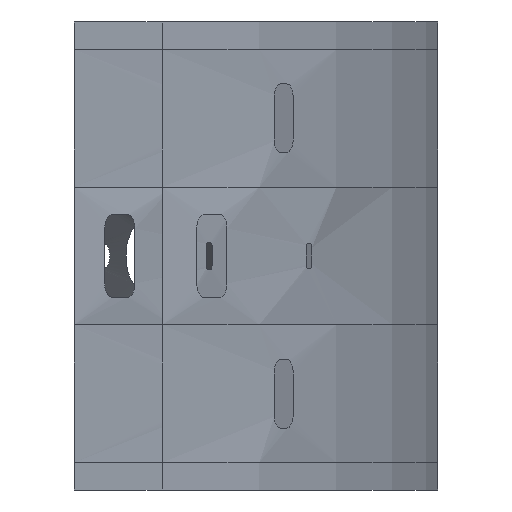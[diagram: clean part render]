
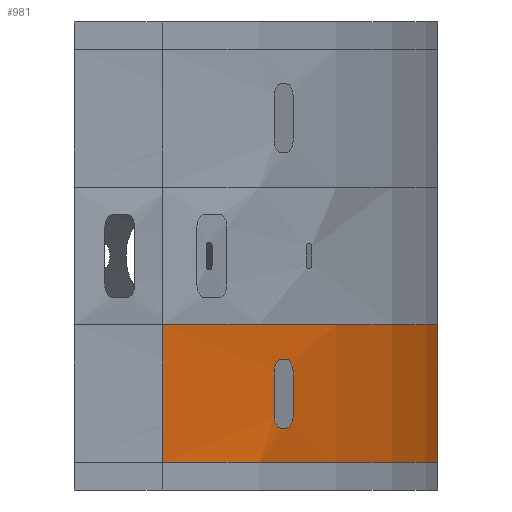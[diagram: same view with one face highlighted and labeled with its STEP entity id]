
A CAD part, front view. The second image highlights one B-rep face of the part: STEP entity #981.
In plain terms, the highlighted cylindrical face has radius 1000 mm (diameter 2000 mm), a partial arc.
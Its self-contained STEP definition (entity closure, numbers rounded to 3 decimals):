
#800=CARTESIAN_POINT('Vertex',(0.,-600.,-300.)) ;
#814=CARTESIAN_POINT('Vertex',(0.,600.,-300.)) ;
#817=CARTESIAN_POINT('Axis2P3D Location',(-800.,0.,-300.)) ;
#829=CARTESIAN_POINT('Axis2P3D Location',(-800.,0.,-250.)) ;
#834=CARTESIAN_POINT('Line Origine',(0.,600.,-250.)) ;
#838=CARTESIAN_POINT('Vertex',(0.,600.,-200.)) ;
#841=CARTESIAN_POINT('Axis2P3D Location',(-800.,0.,-200.)) ;
#845=CARTESIAN_POINT('Vertex',(0.,-600.,-200.)) ;
#848=CARTESIAN_POINT('Line Origine',(0.,-600.,-250.)) ;
#860=CARTESIAN_POINT('Control Point',(85.867,-463.939,-225.)) ;
#861=CARTESIAN_POINT('Control Point',(84.41,-466.722,-225.)) ;
#862=CARTESIAN_POINT('Control Point',(82.94,-469.502,-226.23)) ;
#863=CARTESIAN_POINT('Control Point',(81.765,-471.69,-228.714)) ;
#864=CARTESIAN_POINT('Control Point',(81.183,-472.774,-231.858)) ;
#865=CARTESIAN_POINT('Control Point',(81.183,-472.774,-235.)) ;
#866=CARTESIAN_POINT('Vertex',(85.867,-463.939,-225.)) ;
#868=CARTESIAN_POINT('Vertex',(81.183,-472.774,-235.)) ;
#872=CARTESIAN_POINT('Control Point',(90.462,-455.057,-225.)) ;
#873=CARTESIAN_POINT('Control Point',(88.946,-458.025,-225.)) ;
#874=CARTESIAN_POINT('Control Point',(87.414,-460.986,-225.)) ;
#875=CARTESIAN_POINT('Control Point',(85.867,-463.939,-225.)) ;
#876=CARTESIAN_POINT('Vertex',(90.462,-455.057,-225.)) ;
#880=CARTESIAN_POINT('Control Point',(94.969,-446.129,-235.)) ;
#881=CARTESIAN_POINT('Control Point',(94.969,-446.129,-231.858)) ;
#882=CARTESIAN_POINT('Control Point',(94.42,-447.23,-228.714)) ;
#883=CARTESIAN_POINT('Control Point',(93.312,-449.454,-226.23)) ;
#884=CARTESIAN_POINT('Control Point',(91.892,-452.259,-225.)) ;
#885=CARTESIAN_POINT('Control Point',(90.462,-455.057,-225.)) ;
#886=CARTESIAN_POINT('Vertex',(94.969,-446.129,-235.)) ;
#889=CARTESIAN_POINT('Line Origine',(94.969,-446.129,-250.)) ;
#893=CARTESIAN_POINT('Vertex',(94.969,-446.129,-265.)) ;
#897=CARTESIAN_POINT('Control Point',(90.462,-455.057,-275.)) ;
#898=CARTESIAN_POINT('Control Point',(91.892,-452.259,-275.)) ;
#899=CARTESIAN_POINT('Control Point',(93.312,-449.454,-273.77)) ;
#900=CARTESIAN_POINT('Control Point',(94.42,-447.23,-271.286)) ;
#901=CARTESIAN_POINT('Control Point',(94.969,-446.129,-268.142)) ;
#902=CARTESIAN_POINT('Control Point',(94.969,-446.129,-265.)) ;
#903=CARTESIAN_POINT('Vertex',(90.462,-455.057,-275.)) ;
#907=CARTESIAN_POINT('Control Point',(85.867,-463.939,-275.)) ;
#908=CARTESIAN_POINT('Control Point',(87.414,-460.986,-275.)) ;
#909=CARTESIAN_POINT('Control Point',(88.946,-458.025,-275.)) ;
#910=CARTESIAN_POINT('Control Point',(90.462,-455.057,-275.)) ;
#911=CARTESIAN_POINT('Vertex',(85.867,-463.939,-275.)) ;
#915=CARTESIAN_POINT('Control Point',(81.183,-472.774,-265.)) ;
#916=CARTESIAN_POINT('Control Point',(81.183,-472.774,-268.142)) ;
#917=CARTESIAN_POINT('Control Point',(81.765,-471.69,-271.286)) ;
#918=CARTESIAN_POINT('Control Point',(82.94,-469.502,-273.77)) ;
#919=CARTESIAN_POINT('Control Point',(84.41,-466.722,-275.)) ;
#920=CARTESIAN_POINT('Control Point',(85.867,-463.939,-275.)) ;
#921=CARTESIAN_POINT('Vertex',(81.183,-472.774,-265.)) ;
#924=CARTESIAN_POINT('Line Origine',(81.183,-472.774,-250.)) ;
#940=CARTESIAN_POINT('Control Point',(70.386,492.371,-250.)) ;
#941=CARTESIAN_POINT('Control Point',(70.386,492.371,-255.729)) ;
#942=CARTESIAN_POINT('Control Point',(69.712,493.561,-261.458)) ;
#943=CARTESIAN_POINT('Control Point',(68.364,495.946,-266.75)) ;
#944=CARTESIAN_POINT('Control Point',(65.465,501.004,-273.389)) ;
#945=CARTESIAN_POINT('Control Point',(61.618,507.567,-277.517)) ;
#946=CARTESIAN_POINT('Control Point',(60.25,509.883,-278.583)) ;
#947=CARTESIAN_POINT('Control Point',(55.968,517.075,-280.786)) ;
#948=CARTESIAN_POINT('Control Point',(51.389,524.585,-279.94)) ;
#949=CARTESIAN_POINT('Control Point',(48.421,529.359,-277.959)) ;
#950=CARTESIAN_POINT('Control Point',(43.722,536.809,-272.162)) ;
#951=CARTESIAN_POINT('Control Point',(40.684,541.533,-263.365)) ;
#952=CARTESIAN_POINT('Control Point',(39.754,542.967,-259.053)) ;
#953=CARTESIAN_POINT('Control Point',(39.29,543.684,-254.526)) ;
#954=CARTESIAN_POINT('Control Point',(39.29,543.684,-250.)) ;
#955=CARTESIAN_POINT('Vertex',(70.386,492.371,-250.)) ;
#957=CARTESIAN_POINT('Vertex',(39.29,543.684,-250.)) ;
#961=CARTESIAN_POINT('Control Point',(39.29,543.684,-250.)) ;
#962=CARTESIAN_POINT('Control Point',(39.29,543.684,-244.271)) ;
#963=CARTESIAN_POINT('Control Point',(40.034,542.536,-238.542)) ;
#964=CARTESIAN_POINT('Control Point',(41.524,540.237,-233.25)) ;
#965=CARTESIAN_POINT('Control Point',(44.666,535.326,-226.611)) ;
#966=CARTESIAN_POINT('Control Point',(48.703,528.879,-222.483)) ;
#967=CARTESIAN_POINT('Control Point',(50.123,526.595,-221.417)) ;
#968=CARTESIAN_POINT('Control Point',(54.517,519.47,-219.214)) ;
#969=CARTESIAN_POINT('Control Point',(59.055,511.935,-220.06)) ;
#970=CARTESIAN_POINT('Control Point',(61.913,507.095,-222.041)) ;
#971=CARTESIAN_POINT('Control Point',(66.343,499.481,-227.838)) ;
#972=CARTESIAN_POINT('Control Point',(69.124,494.602,-236.635)) ;
#973=CARTESIAN_POINT('Control Point',(69.965,493.114,-240.947)) ;
#974=CARTESIAN_POINT('Control Point',(70.386,492.371,-245.474)) ;
#975=CARTESIAN_POINT('Control Point',(70.386,492.371,-250.)) ;
#818=DIRECTION('Axis2P3D Direction',(0.,0.,1.)) ;
#830=DIRECTION('Axis2P3D Direction',(0.,0.,1.)) ;
#831=DIRECTION('Axis2P3D XDirection',(0.8,-0.6,0.)) ;
#835=DIRECTION('Vector Direction',(0.,0.,1.)) ;
#842=DIRECTION('Axis2P3D Direction',(0.,0.,1.)) ;
#849=DIRECTION('Vector Direction',(0.,0.,1.)) ;
#890=DIRECTION('Vector Direction',(0.,0.,1.)) ;
#925=DIRECTION('Vector Direction',(0.,0.,1.)) ;
#819=AXIS2_PLACEMENT_3D('Circle Axis2P3D',#817,#818,$) ;
#832=AXIS2_PLACEMENT_3D('Cylinder Axis2P3D',#829,#830,#831) ;
#843=AXIS2_PLACEMENT_3D('Circle Axis2P3D',#841,#842,$) ;
#854=ORIENTED_EDGE('',*,*,#821,.T.) ;
#855=ORIENTED_EDGE('',*,*,#840,.T.) ;
#856=ORIENTED_EDGE('',*,*,#847,.F.) ;
#857=ORIENTED_EDGE('',*,*,#852,.T.) ;
#930=ORIENTED_EDGE('',*,*,#870,.F.) ;
#931=ORIENTED_EDGE('',*,*,#878,.F.) ;
#932=ORIENTED_EDGE('',*,*,#888,.F.) ;
#933=ORIENTED_EDGE('',*,*,#895,.F.) ;
#934=ORIENTED_EDGE('',*,*,#905,.F.) ;
#935=ORIENTED_EDGE('',*,*,#913,.F.) ;
#936=ORIENTED_EDGE('',*,*,#923,.F.) ;
#937=ORIENTED_EDGE('',*,*,#928,.F.) ;
#978=ORIENTED_EDGE('',*,*,#959,.F.) ;
#979=ORIENTED_EDGE('',*,*,#976,.F.) ;
#938=FACE_BOUND('',#929,.T.) ;
#980=FACE_BOUND('',#977,.T.) ;
#836=VECTOR('Line Direction',#835,1.) ;
#850=VECTOR('Line Direction',#849,1.) ;
#891=VECTOR('Line Direction',#890,1.) ;
#926=VECTOR('Line Direction',#925,1.) ;
#981=ADVANCED_FACE('\X2\63A55408\X0\.6',(#858,#938,#980),#833,.T.) ;
#859=B_SPLINE_CURVE_WITH_KNOTS('',5,(#860,#861,#862,#863,#864,#865),.UNSPECIFIED.,.F.,.U.,(6,6),(0.,22.214),.UNSPECIFIED.) ;
#871=B_SPLINE_CURVE_WITH_KNOTS('',3,(#872,#873,#874,#875),.UNSPECIFIED.,.F.,.U.,(4,4),(0.,14.142),.UNSPECIFIED.) ;
#879=B_SPLINE_CURVE_WITH_KNOTS('',5,(#880,#881,#882,#883,#884,#885),.UNSPECIFIED.,.F.,.U.,(6,6),(0.,22.214),.UNSPECIFIED.) ;
#896=B_SPLINE_CURVE_WITH_KNOTS('',5,(#897,#898,#899,#900,#901,#902),.UNSPECIFIED.,.F.,.U.,(6,6),(0.,22.214),.UNSPECIFIED.) ;
#906=B_SPLINE_CURVE_WITH_KNOTS('',3,(#907,#908,#909,#910),.UNSPECIFIED.,.F.,.U.,(4,4),(0.,14.142),.UNSPECIFIED.) ;
#914=B_SPLINE_CURVE_WITH_KNOTS('',5,(#915,#916,#917,#918,#919,#920),.UNSPECIFIED.,.F.,.U.,(6,6),(0.,22.214),.UNSPECIFIED.) ;
#939=B_SPLINE_CURVE_WITH_KNOTS('',5,(#940,#941,#942,#943,#944,#945,#946,#947,#948,#949,#950,#951,#952,#953,#954),.UNSPECIFIED.,.F.,.U.,(6,3,3,3,6),(0.,40.509,60.767,101.282,133.289),.UNSPECIFIED.) ;
#960=B_SPLINE_CURVE_WITH_KNOTS('',5,(#961,#962,#963,#964,#965,#966,#967,#968,#969,#970,#971,#972,#973,#974,#975),.UNSPECIFIED.,.F.,.U.,(6,3,3,3,6),(0.,40.509,60.767,101.282,133.289),.UNSPECIFIED.) ;
#820=CIRCLE('generated circle',#819,1000.) ;
#844=CIRCLE('generated circle',#843,1000.) ;
#833=CYLINDRICAL_SURFACE('generated cylinder',#832,1000.) ;
#821=EDGE_CURVE('',#801,#815,#820,.T.) ;
#840=EDGE_CURVE('',#815,#839,#837,.T.) ;
#847=EDGE_CURVE('',#846,#839,#844,.T.) ;
#852=EDGE_CURVE('',#846,#801,#851,.F.) ;
#870=EDGE_CURVE('',#867,#869,#859,.T.) ;
#878=EDGE_CURVE('',#877,#867,#871,.T.) ;
#888=EDGE_CURVE('',#887,#877,#879,.T.) ;
#895=EDGE_CURVE('',#894,#887,#892,.T.) ;
#905=EDGE_CURVE('',#904,#894,#896,.T.) ;
#913=EDGE_CURVE('',#912,#904,#906,.T.) ;
#923=EDGE_CURVE('',#922,#912,#914,.T.) ;
#928=EDGE_CURVE('',#869,#922,#927,.F.) ;
#959=EDGE_CURVE('',#956,#958,#939,.T.) ;
#976=EDGE_CURVE('',#958,#956,#960,.T.) ;
#853=EDGE_LOOP('',(#854,#855,#856,#857)) ;
#929=EDGE_LOOP('',(#930,#931,#932,#933,#934,#935,#936,#937)) ;
#977=EDGE_LOOP('',(#978,#979)) ;
#858=FACE_OUTER_BOUND('',#853,.T.) ;
#837=LINE('Line',#834,#836) ;
#851=LINE('Line',#848,#850) ;
#892=LINE('Line',#889,#891) ;
#927=LINE('Line',#924,#926) ;
#801=VERTEX_POINT('',#800) ;
#815=VERTEX_POINT('',#814) ;
#839=VERTEX_POINT('',#838) ;
#846=VERTEX_POINT('',#845) ;
#867=VERTEX_POINT('',#866) ;
#869=VERTEX_POINT('',#868) ;
#877=VERTEX_POINT('',#876) ;
#887=VERTEX_POINT('',#886) ;
#894=VERTEX_POINT('',#893) ;
#904=VERTEX_POINT('',#903) ;
#912=VERTEX_POINT('',#911) ;
#922=VERTEX_POINT('',#921) ;
#956=VERTEX_POINT('',#955) ;
#958=VERTEX_POINT('',#957) ;
